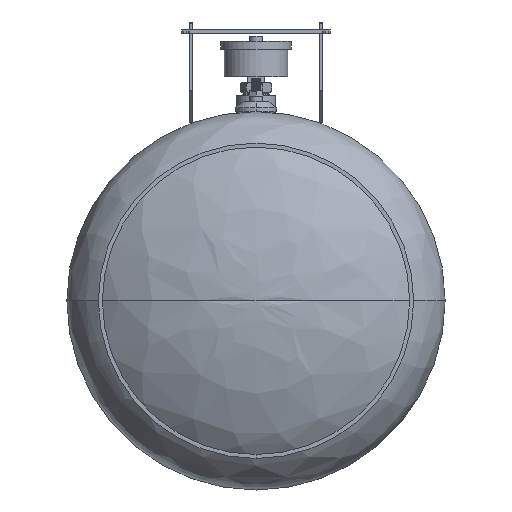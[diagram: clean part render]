
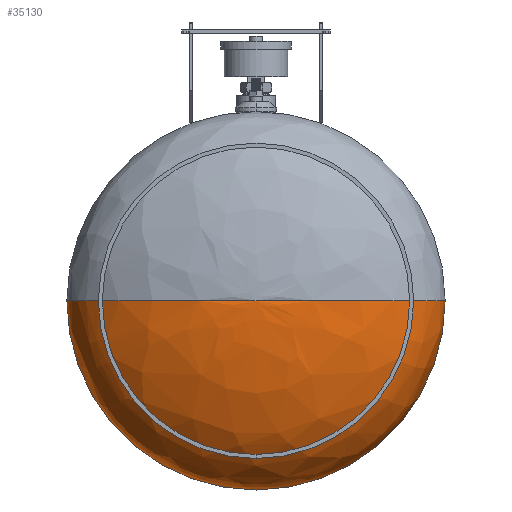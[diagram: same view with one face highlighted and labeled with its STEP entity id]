
A CAD part, front view. The second image highlights one B-rep face of the part: STEP entity #35130.
In plain terms, the highlighted free-form (B-spline) face has degree [3, 3] with [4, 4] control points.
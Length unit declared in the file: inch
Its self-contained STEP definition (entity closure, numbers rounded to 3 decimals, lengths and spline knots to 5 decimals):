
#75 = CARTESIAN_POINT ( 'NONE',  ( 6., 1.0125, 0. ) ) ;
#388 = VERTEX_POINT ( 'NONE', #12569 ) ;
#479 = CARTESIAN_POINT ( 'NONE',  ( 6., 1.0125, 0. ) ) ;
#1482 = CARTESIAN_POINT ( 'NONE',  ( 0., 4.062, 0. ) ) ;
#3518 =( BOUNDED_CURVE ( )  B_SPLINE_CURVE ( 3, ( #13116, #19515, #18947, #31415 ),
 .UNSPECIFIED., .F., .F. ) 
 B_SPLINE_CURVE_WITH_KNOTS ( ( 4, 4 ),
 ( 1.5708, 3.14159 ),
 .UNSPECIFIED. ) 
 CURVE ( )  GEOMETRIC_REPRESENTATION_ITEM ( )  RATIONAL_B_SPLINE_CURVE ( ( 1., 0.805, 0.805, 1. ) ) 
 REPRESENTATION_ITEM ( '' )  );
#3975 = CARTESIAN_POINT ( 'NONE',  ( 3.51472, 4.062, 0. ) ) ;
#4412 = CARTESIAN_POINT ( 'NONE',  ( -3.51472, 4.062, 7.02944 ) ) ;
#5552 = ORIENTED_EDGE ( 'NONE', *, *, #14762, .F. ) ;
#7518 = CARTESIAN_POINT ( 'NONE',  ( 6., 2.79886, 0. ) ) ;
#8367 = ORIENTED_EDGE ( 'NONE', *, *, #34044, .F. ) ;
#8508 = CARTESIAN_POINT ( 'NONE',  ( 0., 1.0125, 0. ) ) ;
#9290 = VERTEX_POINT ( 'NONE', #75 ) ;
#10051 = DIRECTION ( 'NONE',  ( 0., -1., 0. ) ) ;
#11914 =( BOUNDED_SURFACE ( )  B_SPLINE_SURFACE ( 3, 3, ( 
 ( #31060, #28320, #1482, #31254 ),
 ( #33777, #18793, #4412, #16262 ),
 ( #7518, #15691, #16452, #27553 ),
 ( #22084, #28128, #15884, #13351 ) ),
 .UNSPECIFIED., .F., .F., .F. ) 
 B_SPLINE_SURFACE_WITH_KNOTS ( ( 4, 4 ),
 ( 4, 4 ),
 ( 0., 1. ),
 ( 0., 1. ),
 .UNSPECIFIED. ) 
 GEOMETRIC_REPRESENTATION_ITEM ( )  RATIONAL_B_SPLINE_SURFACE ( (
 ( 1., 0.333, 0.333, 1.),
 ( 0.805, 0.268, 0.268, 0.805),
 ( 0.805, 0.268, 0.268, 0.805),
 ( 1., 0.333, 0.333, 1.) ) ) 
 REPRESENTATION_ITEM ( '' )  SURFACE ( )  );
#12569 = CARTESIAN_POINT ( 'NONE',  ( 0., 4.062, 0. ) ) ;
#13116 = CARTESIAN_POINT ( 'NONE',  ( 0., 4.062, 0. ) ) ;
#13351 = CARTESIAN_POINT ( 'NONE',  ( -6., 1.0125, 0. ) ) ;
#14762 = EDGE_CURVE ( 'NONE', #9290, #34063, #36371, .T. ) ;
#15691 = CARTESIAN_POINT ( 'NONE',  ( 6., 2.79886, 12. ) ) ;
#15884 = CARTESIAN_POINT ( 'NONE',  ( -6., 1.0125, 12. ) ) ;
#16262 = CARTESIAN_POINT ( 'NONE',  ( -3.51472, 4.062, 0. ) ) ;
#16452 = CARTESIAN_POINT ( 'NONE',  ( -6., 2.79886, 12. ) ) ;
#17874 = EDGE_LOOP ( 'NONE', ( #8367, #19114, #22006, #5552 ) ) ;
#18793 = CARTESIAN_POINT ( 'NONE',  ( 3.51472, 4.062, 7.02944 ) ) ;
#18947 = CARTESIAN_POINT ( 'NONE',  ( -6., 2.79886, 0. ) ) ;
#19114 = ORIENTED_EDGE ( 'NONE', *, *, #22873, .T. ) ;
#19358 = FACE_OUTER_BOUND ( 'NONE', #17874, .T. ) ;
#19515 = CARTESIAN_POINT ( 'NONE',  ( -3.51472, 4.062, 0. ) ) ;
#20342 = DIRECTION ( 'NONE',  ( 0., -1., 0. ) ) ;
#21834 = CARTESIAN_POINT ( 'NONE',  ( 0., 1.0125, 6. ) ) ;
#22006 = ORIENTED_EDGE ( 'NONE', *, *, #33096, .F. ) ;
#22084 = CARTESIAN_POINT ( 'NONE',  ( 6., 1.0125, 0. ) ) ;
#22696 = AXIS2_PLACEMENT_3D ( 'NONE', #27368, #10051, #33972 ) ;
#22873 = EDGE_CURVE ( 'NONE', #388, #28218, #3518, .T. ) ;
#23530 = AXIS2_PLACEMENT_3D ( 'NONE', #8508, #20342, #35523 ) ;
#23592 =( BOUNDED_CURVE ( )  B_SPLINE_CURVE ( 3, ( #30036, #3975, #24767, #479 ),
 .UNSPECIFIED., .F., .F. ) 
 B_SPLINE_CURVE_WITH_KNOTS ( ( 4, 4 ),
 ( 1.5708, 3.14159 ),
 .UNSPECIFIED. ) 
 CURVE ( )  GEOMETRIC_REPRESENTATION_ITEM ( )  RATIONAL_B_SPLINE_CURVE ( ( 1., 0.805, 0.805, 1. ) ) 
 REPRESENTATION_ITEM ( '' )  );
#24767 = CARTESIAN_POINT ( 'NONE',  ( 6., 2.79886, 0. ) ) ;
#27368 = CARTESIAN_POINT ( 'NONE',  ( 0., 1.0125, 0. ) ) ;
#27553 = CARTESIAN_POINT ( 'NONE',  ( -6., 2.79886, 0. ) ) ;
#28128 = CARTESIAN_POINT ( 'NONE',  ( 6., 1.0125, 12. ) ) ;
#28218 = VERTEX_POINT ( 'NONE', #36905 ) ;
#28320 = CARTESIAN_POINT ( 'NONE',  ( 0., 4.062, 0. ) ) ;
#30036 = CARTESIAN_POINT ( 'NONE',  ( 0., 4.062, 0. ) ) ;
#31060 = CARTESIAN_POINT ( 'NONE',  ( 0., 4.062, 0. ) ) ;
#31254 = CARTESIAN_POINT ( 'NONE',  ( 0., 4.062, 0. ) ) ;
#31415 = CARTESIAN_POINT ( 'NONE',  ( -6., 1.0125, 0. ) ) ;
#32252 = CIRCLE ( 'NONE', #23530, 6. ) ;
#33096 = EDGE_CURVE ( 'NONE', #34063, #28218, #32252, .T. ) ;
#33777 = CARTESIAN_POINT ( 'NONE',  ( 3.51472, 4.062, 0. ) ) ;
#33972 = DIRECTION ( 'NONE',  ( 0., 0., -1. ) ) ;
#34044 = EDGE_CURVE ( 'NONE', #388, #9290, #23592, .T. ) ;
#34063 = VERTEX_POINT ( 'NONE', #21834 ) ;
#35130 = ADVANCED_FACE ( 'NONE', ( #19358 ), #11914, .F. ) ;
#35523 = DIRECTION ( 'NONE',  ( 0., 0., -1. ) ) ;
#36371 = CIRCLE ( 'NONE', #22696, 6. ) ;
#36905 = CARTESIAN_POINT ( 'NONE',  ( -6., 1.0125, 0. ) ) ;
